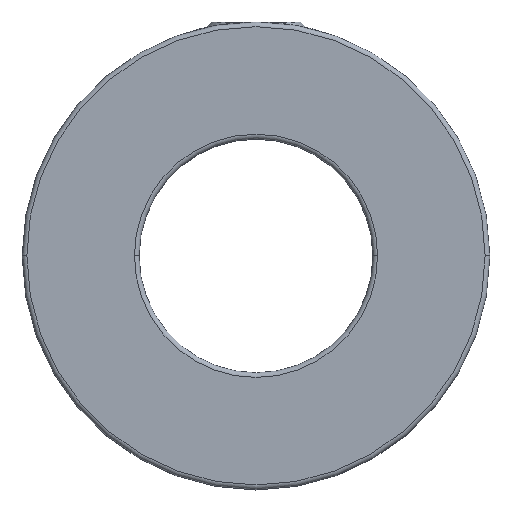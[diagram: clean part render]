
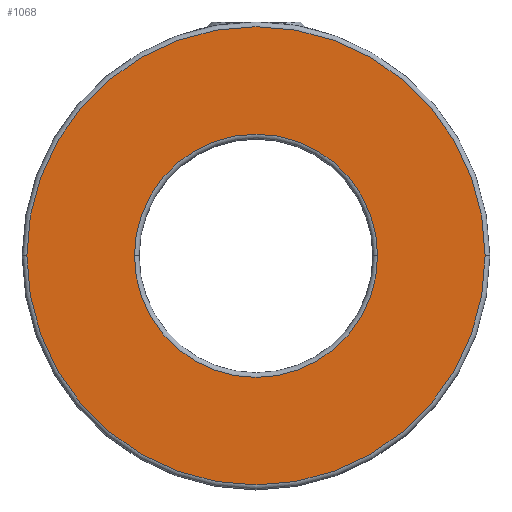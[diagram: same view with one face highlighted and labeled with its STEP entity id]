
A CAD part, top view. The second image highlights one B-rep face of the part: STEP entity #1068.
In plain terms, the highlighted planar face has unit normal (0, 0, 1).
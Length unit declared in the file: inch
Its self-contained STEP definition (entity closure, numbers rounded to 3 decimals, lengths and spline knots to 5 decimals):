
#102 = EDGE_CURVE ( 'NONE', #539, #557, #817, .T. ) ;
#123 = AXIS2_PLACEMENT_3D ( 'NONE', #315, #304, #303 ) ;
#124 = AXIS2_PLACEMENT_3D ( 'NONE', #388, #383, #382 ) ;
#127 = AXIS2_PLACEMENT_3D ( 'NONE', #408, #399, #398 ) ;
#128 = AXIS2_PLACEMENT_3D ( 'NONE', #413, #407, #406 ) ;
#136 = AXIS2_PLACEMENT_3D ( 'NONE', #595, #372, #368 ) ;
#146 = EDGE_CURVE ( 'NONE', #563, #562, #791, .T. ) ;
#148 = EDGE_CURVE ( 'NONE', #557, #539, #787, .T. ) ;
#154 = EDGE_CURVE ( 'NONE', #562, #563, #781, .T. ) ;
#303 = DIRECTION ( 'NONE',  ( 1., 0., 0. ) ) ;
#304 = DIRECTION ( 'NONE',  ( 0., 0., 1. ) ) ;
#314 = PLANE ( 'NONE',  #123 ) ;
#315 = CARTESIAN_POINT ( 'NONE',  ( 0., 0., 0.21875 ) ) ;
#344 = CARTESIAN_POINT ( 'NONE',  ( 0.26, 0., 0.21875 ) ) ;
#345 = CARTESIAN_POINT ( 'NONE',  ( -0.26, 0., 0.21875 ) ) ;
#349 = CARTESIAN_POINT ( 'NONE',  ( -0.49, 0., 0.21875 ) ) ;
#362 = CARTESIAN_POINT ( 'NONE',  ( 0.49, 0., 0.21875 ) ) ;
#368 = DIRECTION ( 'NONE',  ( 1., 0., 0. ) ) ;
#372 = DIRECTION ( 'NONE',  ( 0., 0., 1. ) ) ;
#382 = DIRECTION ( 'NONE',  ( 1., 0., 0. ) ) ;
#383 = DIRECTION ( 'NONE',  ( 0., 0., -1. ) ) ;
#388 = CARTESIAN_POINT ( 'NONE',  ( 0., 0., 0.21875 ) ) ;
#398 = DIRECTION ( 'NONE',  ( 1., 0., 0. ) ) ;
#399 = DIRECTION ( 'NONE',  ( 0., 0., 1. ) ) ;
#406 = DIRECTION ( 'NONE',  ( 1., 0., 0. ) ) ;
#407 = DIRECTION ( 'NONE',  ( 0., 0., -1. ) ) ;
#408 = CARTESIAN_POINT ( 'NONE',  ( 0., 0., 0.21875 ) ) ;
#413 = CARTESIAN_POINT ( 'NONE',  ( 0., 0., 0.21875 ) ) ;
#539 = VERTEX_POINT ( 'NONE', #362 ) ;
#557 = VERTEX_POINT ( 'NONE', #349 ) ;
#562 = VERTEX_POINT ( 'NONE', #345 ) ;
#563 = VERTEX_POINT ( 'NONE', #344 ) ;
#595 = CARTESIAN_POINT ( 'NONE',  ( 0., 0., 0.21875 ) ) ;
#754 = EDGE_LOOP ( 'NONE', ( #911, #904 ) ) ;
#774 = FACE_OUTER_BOUND ( 'NONE', #754, .T. ) ;
#776 = FACE_BOUND ( 'NONE', #824, .T. ) ;
#781 = CIRCLE ( 'NONE', #124, 0.26 ) ;
#787 = CIRCLE ( 'NONE', #127, 0.49 ) ;
#791 = CIRCLE ( 'NONE', #128, 0.26 ) ;
#817 = CIRCLE ( 'NONE', #136, 0.49 ) ;
#824 = EDGE_LOOP ( 'NONE', ( #918, #931 ) ) ;
#904 = ORIENTED_EDGE ( 'NONE', *, *, #148, .T. ) ;
#911 = ORIENTED_EDGE ( 'NONE', *, *, #102, .T. ) ;
#918 = ORIENTED_EDGE ( 'NONE', *, *, #146, .T. ) ;
#931 = ORIENTED_EDGE ( 'NONE', *, *, #154, .T. ) ;
#1068 = ADVANCED_FACE ( 'NONE', ( #776, #774 ), #314, .T. ) ;
